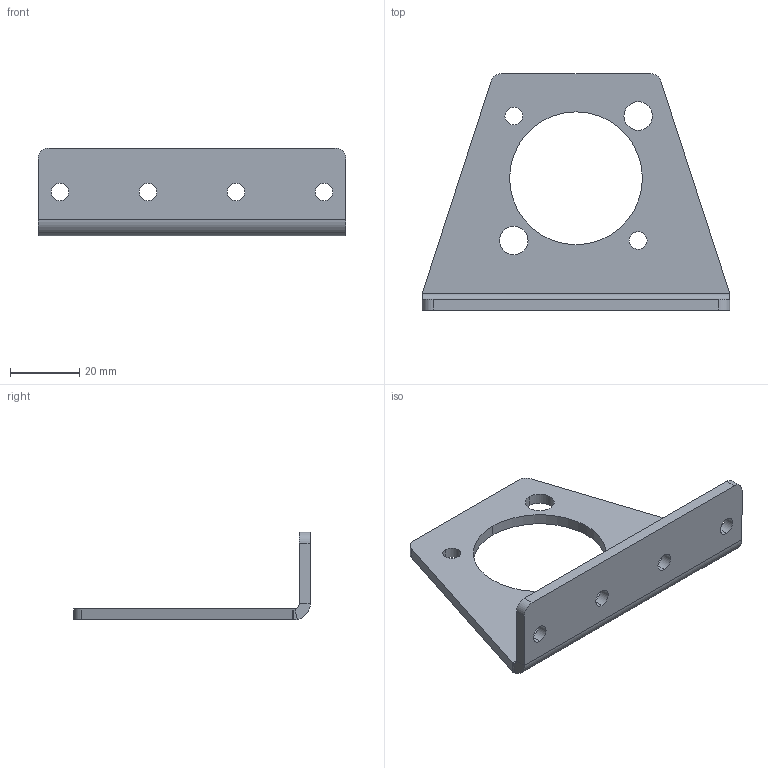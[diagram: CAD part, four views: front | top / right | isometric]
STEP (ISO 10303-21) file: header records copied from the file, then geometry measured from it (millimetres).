
FILE_DESCRIPTION (( 'STEP AP203' ), '1' );
FILE_NAME ('am-4245 1IN 57Sport Bent Side Mount Gusset.STEP', '2021-11-30T19:05:48', ( '' ), ( '' ), 'SwSTEP 2.0', 'SolidWorks 2021', '' );
FILE_SCHEMA (( 'CONFIG_CONTROL_DESIGN' ));
Length unit declared in the file: inch
Products named in the file (1): am-4245 1IN 57Sport Bent Side Mount Gusset
Bounding box: 88.9 x 68.26 x 25.4 mm (x, y, z)
Volume: 16562.4 mm3; surface area: 12293.2 mm2
Topology: 1 solids, 1 shells, 40 faces, 106 edges, 68 vertices
Faces by surface type: cylinder 26, plane 12, bspline 2
Entity records: 1383 total; most frequent: CARTESIAN_POINT 247, DIRECTION 228, ORIENTED_EDGE 212, EDGE_CURVE 106, AXIS2_PLACEMENT_3D 91, VERTEX_POINT 68, EDGE_LOOP 58, CIRCLE 52
